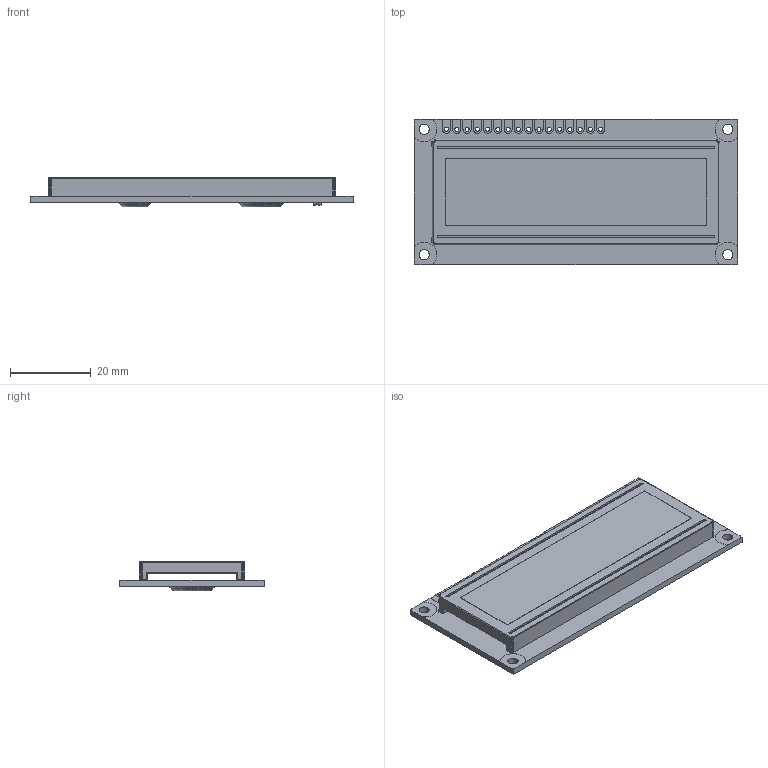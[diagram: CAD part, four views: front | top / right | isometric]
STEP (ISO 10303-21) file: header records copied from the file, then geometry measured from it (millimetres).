
FILE_DESCRIPTION(('CATIA V5 STEP Exchange'),'2;1');
FILE_NAME('LCD.stp','2021-06-28T18:34:52+00:00',('none'),('none'),'CATIA Version 5 Release 21 GA (IN-10)','CATIA V5 STEP AP203','none');
FILE_SCHEMA(('CONFIG_CONTROL_DESIGN'));
Length unit declared in the file: millimetre
Products named in the file (1): LCD
Bounding box: 80 x 36 x 7.3 mm (x, y, z)
Volume: 10702.6 mm3; surface area: 10546.6 mm2
Topology: 1 solids, 1 shells, 439 faces, 1191 edges, 759 vertices
Faces by surface type: plane 289, cylinder 123, torus 21, sphere 6
Entity records: 12732 total; most frequent: CARTESIAN_POINT 2411, ORIENTED_EDGE 2370, DIRECTION 1675, EDGE_CURVE 1185, VECTOR 858, LINE 858, VERTEX_POINT 759, AXIS2_PLACEMENT_3D 542
